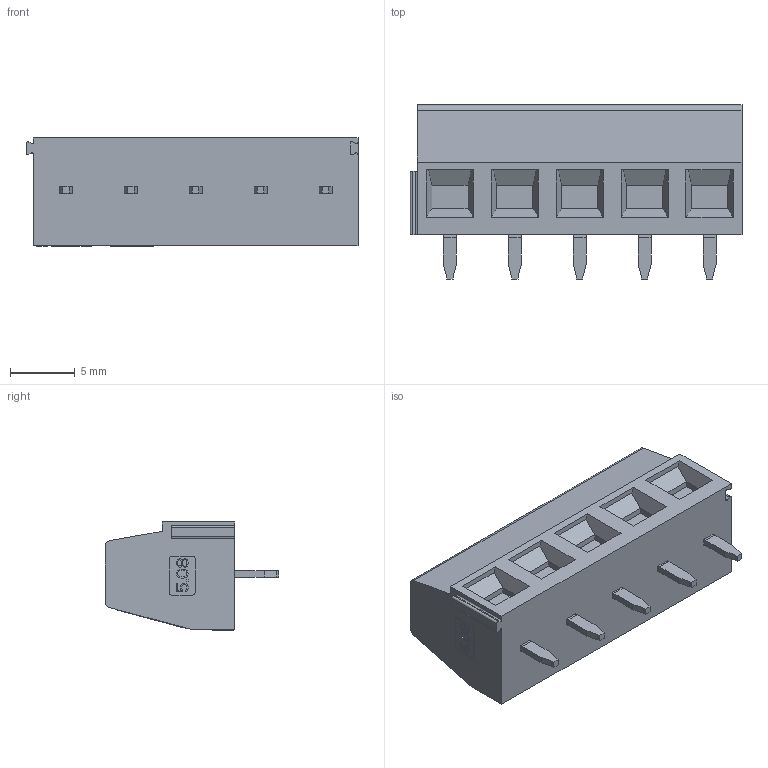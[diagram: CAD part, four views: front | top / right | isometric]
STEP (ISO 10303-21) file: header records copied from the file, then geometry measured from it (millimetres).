
FILE_DESCRIPTION((''),'2;1');
FILE_NAME('31094105_SW0001','2023-06-26T09:35:46',('antonh'),(''),'CREO PARAMETRIC BY PTC INC, 2022014','CREO PARAMETRIC BY PTC INC, 2022014','');
FILE_SCHEMA(('CONFIG_CONTROL_DESIGN'));
Products named in the file (1): 31094105_SW0001
Bounding box: 25.57 x 13.4 x 8.33 mm (x, y, z)
Volume: 1604.2 mm3; surface area: 1618.2 mm2
Topology: 1 solids, 1 shells, 1466 faces, 4167 edges, 2742 vertices
Faces by surface type: plane 996, cylinder 201, extrusion 180, torus 53, cone 30, sphere 6
Entity records: 54720 total; most frequent: CARTESIAN_POINT 17396, ORIENTED_EDGE 8334, DIRECTION 6701, EDGE_CURVE 4167, VECTOR 3189, LINE 3009, VERTEX_POINT 2742, AXIS2_PLACEMENT_3D 1756
